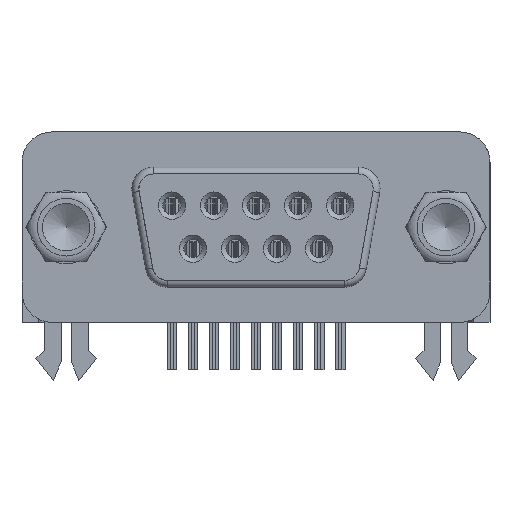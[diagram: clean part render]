
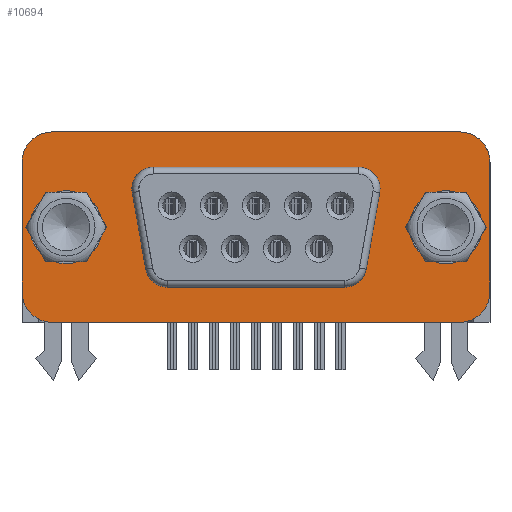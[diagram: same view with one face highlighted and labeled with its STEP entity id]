
A CAD part, front view. The second image highlights one B-rep face of the part: STEP entity #10694.
In plain terms, the highlighted planar face has unit normal (0, -1, 0).
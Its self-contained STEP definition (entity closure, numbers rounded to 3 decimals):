
#1343=LINE('',#22086,#2539);
#1344=LINE('',#22091,#2540);
#1345=LINE('',#22095,#2541);
#1346=LINE('',#22099,#2542);
#1347=LINE('',#22102,#2543);
#1348=LINE('',#22107,#2544);
#1349=LINE('',#22111,#2545);
#1350=LINE('',#22115,#2546);
#2539=VECTOR('',#14191,1000.);
#2540=VECTOR('',#14194,1000.);
#2541=VECTOR('',#14197,1000.);
#2542=VECTOR('',#14200,1000.);
#2543=VECTOR('',#14203,1000.);
#2544=VECTOR('',#14206,1000.);
#2545=VECTOR('',#14209,1000.);
#2546=VECTOR('',#14212,1000.);
#5201=ORIENTED_EDGE('',*,*,#6984,.T.);
#5202=ORIENTED_EDGE('',*,*,#6985,.T.);
#5203=ORIENTED_EDGE('',*,*,#6986,.T.);
#5204=ORIENTED_EDGE('',*,*,#6987,.T.);
#5205=ORIENTED_EDGE('',*,*,#6988,.T.);
#5206=ORIENTED_EDGE('',*,*,#6989,.T.);
#5207=ORIENTED_EDGE('',*,*,#6990,.T.);
#5208=ORIENTED_EDGE('',*,*,#6991,.T.);
#5209=ORIENTED_EDGE('',*,*,#6992,.T.);
#5210=ORIENTED_EDGE('',*,*,#6993,.T.);
#5211=ORIENTED_EDGE('',*,*,#6994,.F.);
#5212=ORIENTED_EDGE('',*,*,#6995,.T.);
#5213=ORIENTED_EDGE('',*,*,#6996,.F.);
#5214=ORIENTED_EDGE('',*,*,#6997,.T.);
#5215=ORIENTED_EDGE('',*,*,#6998,.F.);
#5216=ORIENTED_EDGE('',*,*,#6999,.T.);
#5217=ORIENTED_EDGE('',*,*,#7000,.F.);
#5218=ORIENTED_EDGE('',*,*,#7001,.T.);
#6984=EDGE_CURVE('',#8080,#8080,#8435,.T.);
#6985=EDGE_CURVE('',#8081,#8081,#8436,.T.);
#6986=EDGE_CURVE('',#8082,#8083,#1343,.T.);
#6987=EDGE_CURVE('',#8083,#8084,#8437,.T.);
#6988=EDGE_CURVE('',#8084,#8085,#1344,.T.);
#6989=EDGE_CURVE('',#8085,#8086,#8438,.T.);
#6990=EDGE_CURVE('',#8086,#8087,#1345,.T.);
#6991=EDGE_CURVE('',#8087,#8088,#8439,.T.);
#6992=EDGE_CURVE('',#8088,#8089,#1346,.T.);
#6993=EDGE_CURVE('',#8089,#8082,#8440,.T.);
#6994=EDGE_CURVE('',#8090,#8091,#1347,.T.);
#6995=EDGE_CURVE('',#8090,#8092,#8441,.F.);
#6996=EDGE_CURVE('',#8093,#8092,#1348,.T.);
#6997=EDGE_CURVE('',#8093,#8094,#8442,.F.);
#6998=EDGE_CURVE('',#8095,#8094,#1349,.T.);
#6999=EDGE_CURVE('',#8095,#8096,#8443,.F.);
#7000=EDGE_CURVE('',#8097,#8096,#1350,.T.);
#7001=EDGE_CURVE('',#8097,#8091,#8444,.F.);
#8080=VERTEX_POINT('',#22083);
#8081=VERTEX_POINT('',#22085);
#8082=VERTEX_POINT('',#22087);
#8083=VERTEX_POINT('',#22088);
#8084=VERTEX_POINT('',#22090);
#8085=VERTEX_POINT('',#22092);
#8086=VERTEX_POINT('',#22094);
#8087=VERTEX_POINT('',#22096);
#8088=VERTEX_POINT('',#22098);
#8089=VERTEX_POINT('',#22100);
#8090=VERTEX_POINT('',#22103);
#8091=VERTEX_POINT('',#22104);
#8092=VERTEX_POINT('',#22106);
#8093=VERTEX_POINT('',#22108);
#8094=VERTEX_POINT('',#22110);
#8095=VERTEX_POINT('',#22112);
#8096=VERTEX_POINT('',#22114);
#8097=VERTEX_POINT('',#22116);
#8435=CIRCLE('',#11695,2.4);
#8436=CIRCLE('',#11696,2.4);
#8437=CIRCLE('',#11697,1.428);
#8438=CIRCLE('',#11698,1.428);
#8439=CIRCLE('',#11699,1.428);
#8440=CIRCLE('',#11700,1.428);
#8441=CIRCLE('',#11701,2.);
#8442=CIRCLE('',#11702,2.);
#8443=CIRCLE('',#11703,2.);
#8444=CIRCLE('',#11704,2.);
#9032=EDGE_LOOP('',(#5201));
#9033=EDGE_LOOP('',(#5202));
#9034=EDGE_LOOP('',(#5203,#5204,#5205,#5206,#5207,#5208,#5209,#5210));
#9035=EDGE_LOOP('',(#5211,#5212,#5213,#5214,#5215,#5216,#5217,#5218));
#9680=FACE_BOUND('',#9032,.T.);
#9681=FACE_BOUND('',#9033,.T.);
#9682=FACE_BOUND('',#9034,.T.);
#9683=FACE_BOUND('',#9035,.T.);
#10181=PLANE('',#11694);
#10694=ADVANCED_FACE('',(#9680,#9681,#9682,#9683),#10181,.F.);
#11694=AXIS2_PLACEMENT_3D('',#22081,#14185,#14186);
#11695=AXIS2_PLACEMENT_3D('',#22082,#14187,#14188);
#11696=AXIS2_PLACEMENT_3D('',#22084,#14189,#14190);
#11697=AXIS2_PLACEMENT_3D('',#22089,#14192,#14193);
#11698=AXIS2_PLACEMENT_3D('',#22093,#14195,#14196);
#11699=AXIS2_PLACEMENT_3D('',#22097,#14198,#14199);
#11700=AXIS2_PLACEMENT_3D('',#22101,#14201,#14202);
#11701=AXIS2_PLACEMENT_3D('',#22105,#14204,#14205);
#11702=AXIS2_PLACEMENT_3D('',#22109,#14207,#14208);
#11703=AXIS2_PLACEMENT_3D('',#22113,#14210,#14211);
#11704=AXIS2_PLACEMENT_3D('',#22117,#14213,#14214);
#14185=DIRECTION('',(0.,1.,0.));
#14186=DIRECTION('',(0.,0.,1.));
#14187=DIRECTION('',(0.,1.,0.));
#14188=DIRECTION('',(0.,0.,1.));
#14189=DIRECTION('',(0.,1.,0.));
#14190=DIRECTION('',(0.,0.,1.));
#14191=DIRECTION('',(-0.174,0.,0.985));
#14192=DIRECTION('',(0.,1.,0.));
#14193=DIRECTION('',(0.,0.,1.));
#14194=DIRECTION('',(1.,0.,0.));
#14195=DIRECTION('',(0.,1.,0.));
#14196=DIRECTION('',(0.,0.,1.));
#14197=DIRECTION('',(-0.174,0.,-0.985));
#14198=DIRECTION('',(0.,1.,0.));
#14199=DIRECTION('',(0.,0.,1.));
#14200=DIRECTION('',(-1.,0.,0.));
#14201=DIRECTION('',(0.,1.,0.));
#14202=DIRECTION('',(0.,0.,1.));
#14203=DIRECTION('',(1.,0.,0.));
#14204=DIRECTION('',(0.,1.,0.));
#14205=DIRECTION('',(0.,0.,1.));
#14206=DIRECTION('',(0.,0.,1.));
#14207=DIRECTION('',(0.,1.,0.));
#14208=DIRECTION('',(0.,0.,1.));
#14209=DIRECTION('',(-1.,0.,0.));
#14210=DIRECTION('',(0.,1.,0.));
#14211=DIRECTION('',(0.,0.,1.));
#14212=DIRECTION('',(0.,0.,-1.));
#14213=DIRECTION('',(0.,1.,0.));
#14214=DIRECTION('',(0.,0.,1.));
#22081=CARTESIAN_POINT('',(0.,-0.45,0.));
#22082=CARTESIAN_POINT('',(-12.495,-0.45,0.));
#22083=CARTESIAN_POINT('',(-12.495,-0.45,2.4));
#22084=CARTESIAN_POINT('',(12.495,-0.45,0.));
#22085=CARTESIAN_POINT('',(12.495,-0.45,2.4));
#22086=CARTESIAN_POINT('',(-7.514,-0.45,-1.325));
#22087=CARTESIAN_POINT('',(-7.259,-0.45,-2.77));
#22088=CARTESIAN_POINT('',(-8.148,-0.45,2.274));
#22089=CARTESIAN_POINT('',(-6.742,-0.45,2.522));
#22090=CARTESIAN_POINT('',(-6.742,-0.45,3.95));
#22091=CARTESIAN_POINT('',(0.,-0.45,3.95));
#22092=CARTESIAN_POINT('',(6.742,-0.45,3.95));
#22093=CARTESIAN_POINT('',(6.742,-0.45,2.522));
#22094=CARTESIAN_POINT('',(8.148,-0.45,2.274));
#22095=CARTESIAN_POINT('',(7.514,-0.45,-1.325));
#22096=CARTESIAN_POINT('',(7.259,-0.45,-2.77));
#22097=CARTESIAN_POINT('',(5.853,-0.45,-2.522));
#22098=CARTESIAN_POINT('',(5.853,-0.45,-3.95));
#22099=CARTESIAN_POINT('',(0.,-0.45,-3.95));
#22100=CARTESIAN_POINT('',(-5.853,-0.45,-3.95));
#22101=CARTESIAN_POINT('',(-5.853,-0.45,-2.522));
#22102=CARTESIAN_POINT('',(-15.405,-0.45,6.275));
#22103=CARTESIAN_POINT('',(-13.405,-0.45,6.275));
#22104=CARTESIAN_POINT('',(13.405,-0.45,6.275));
#22105=CARTESIAN_POINT('',(-13.405,-0.45,4.275));
#22106=CARTESIAN_POINT('',(-15.405,-0.45,4.275));
#22107=CARTESIAN_POINT('',(-15.405,-0.45,-6.275));
#22108=CARTESIAN_POINT('',(-15.405,-0.45,-4.275));
#22109=CARTESIAN_POINT('',(-13.405,-0.45,-4.275));
#22110=CARTESIAN_POINT('',(-13.405,-0.45,-6.275));
#22111=CARTESIAN_POINT('',(15.405,-0.45,-6.275));
#22112=CARTESIAN_POINT('',(13.405,-0.45,-6.275));
#22113=CARTESIAN_POINT('',(13.405,-0.45,-4.275));
#22114=CARTESIAN_POINT('',(15.405,-0.45,-4.275));
#22115=CARTESIAN_POINT('',(15.405,-0.45,6.275));
#22116=CARTESIAN_POINT('',(15.405,-0.45,4.275));
#22117=CARTESIAN_POINT('',(13.405,-0.45,4.275));
